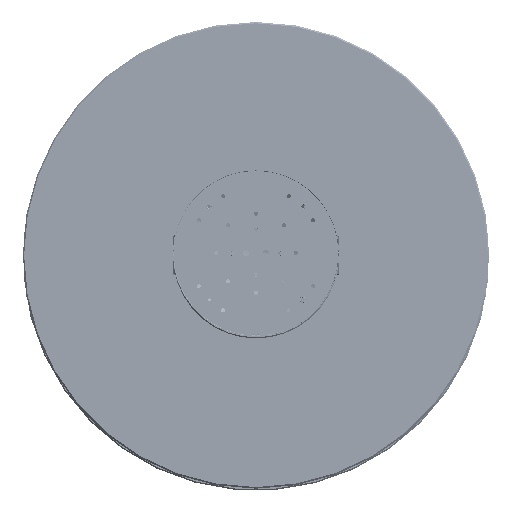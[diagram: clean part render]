
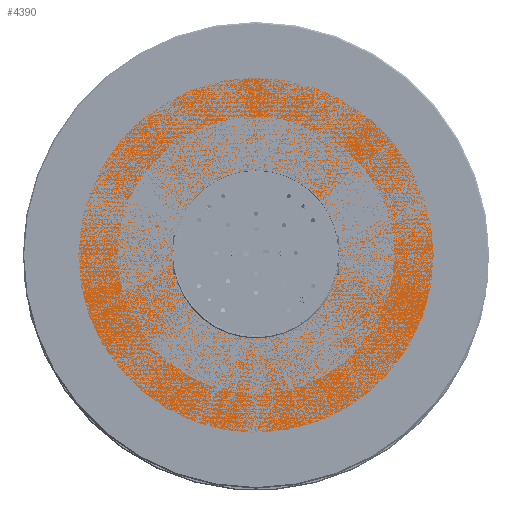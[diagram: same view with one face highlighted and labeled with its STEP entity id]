
A CAD part, top view. The second image highlights one B-rep face of the part: STEP entity #4390.
In plain terms, the highlighted planar face has unit normal (0, 0, 1).
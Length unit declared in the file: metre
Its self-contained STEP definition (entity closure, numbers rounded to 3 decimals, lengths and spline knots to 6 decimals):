
#4390 = ADVANCED_FACE( '', ( #6098, #6099, #6100, #6101, #6102, #6103 ), #6104, .F. );
#6098 = FACE_BOUND( '', #10132, .T. );
#6099 = FACE_BOUND( '', #10133, .T. );
#6100 = FACE_OUTER_BOUND( '', #10134, .T. );
#6101 = FACE_BOUND( '', #10135, .T. );
#6102 = FACE_BOUND( '', #10136, .T. );
#6103 = FACE_BOUND( '', #10137, .T. );
#6104 = PLANE( '', #10138 );
#10132 = EDGE_LOOP( '', ( #14424 ) );
#10133 = EDGE_LOOP( '', ( #14425 ) );
#10134 = EDGE_LOOP( '', ( #14426 ) );
#10135 = EDGE_LOOP( '', ( #14427 ) );
#10136 = EDGE_LOOP( '', ( #14428 ) );
#10137 = EDGE_LOOP( '', ( #14429 ) );
#10138 = AXIS2_PLACEMENT_3D( '', #14430, #14431, #14432 );
#14424 = ORIENTED_EDGE( '', *, *, #26952, .T. );
#14425 = ORIENTED_EDGE( '', *, *, #26953, .T. );
#14426 = ORIENTED_EDGE( '', *, *, #26954, .T. );
#14427 = ORIENTED_EDGE( '', *, *, #26955, .T. );
#14428 = ORIENTED_EDGE( '', *, *, #26956, .T. );
#14429 = ORIENTED_EDGE( '', *, *, #26957, .T. );
#14430 = CARTESIAN_POINT( '', ( 0., 0., 0.008 ) );
#14431 = DIRECTION( '', ( 0., 0., -1. ) );
#14432 = DIRECTION( '', ( -1., 0., 0. ) );
#26952 = EDGE_CURVE( '', #30906, #30906, #30907, .T. );
#26953 = EDGE_CURVE( '', #30908, #30908, #30909, .T. );
#26954 = EDGE_CURVE( '', #30910, #30910, #30911, .F. );
#26955 = EDGE_CURVE( '', #30912, #30912, #30913, .T. );
#26956 = EDGE_CURVE( '', #30914, #30914, #30915, .T. );
#26957 = EDGE_CURVE( '', #30916, #30916, #30917, .T. );
#30906 = VERTEX_POINT( '', #37681 );
#30907 = CIRCLE( '', #37682, 0.0115 );
#30908 = VERTEX_POINT( '', #37683 );
#30909 = CIRCLE( '', #37684, 0.0115 );
#30910 = VERTEX_POINT( '', #37685 );
#30911 = CIRCLE( '', #37686, 0.539 );
#30912 = VERTEX_POINT( '', #37687 );
#30913 = CIRCLE( '', #37688, 0.1525 );
#30914 = VERTEX_POINT( '', #37689 );
#30915 = CIRCLE( '', #37690, 0.0115 );
#30916 = VERTEX_POINT( '', #37691 );
#30917 = CIRCLE( '', #37692, 0.0115 );
#37681 = CARTESIAN_POINT( '', ( 0.195, -0.0115, 0.008 ) );
#37682 = AXIS2_PLACEMENT_3D( '', #48475, #48476, #48477 );
#37683 = CARTESIAN_POINT( '', ( -0.195, 0.0115, 0.008 ) );
#37684 = AXIS2_PLACEMENT_3D( '', #48478, #48479, #48480 );
#37685 = CARTESIAN_POINT( '', ( -0.539, 0., 0.008 ) );
#37686 = AXIS2_PLACEMENT_3D( '', #48481, #48482, #48483 );
#37687 = CARTESIAN_POINT( '', ( 0., 0.1525, 0.008 ) );
#37688 = AXIS2_PLACEMENT_3D( '', #48484, #48485, #48486 );
#37689 = CARTESIAN_POINT( '', ( 0.0115, 0.195, 0.008 ) );
#37690 = AXIS2_PLACEMENT_3D( '', #48487, #48488, #48489 );
#37691 = CARTESIAN_POINT( '', ( -0.0115, -0.195, 0.008 ) );
#37692 = AXIS2_PLACEMENT_3D( '', #48490, #48491, #48492 );
#48475 = CARTESIAN_POINT( '', ( 0.195, 0., 0.008 ) );
#48476 = DIRECTION( '', ( 0., 0., -1. ) );
#48477 = DIRECTION( '', ( 0., -1., 0. ) );
#48478 = CARTESIAN_POINT( '', ( -0.195, 0., 0.008 ) );
#48479 = DIRECTION( '', ( 0., 0., -1. ) );
#48480 = DIRECTION( '', ( 0., 1., 0. ) );
#48481 = CARTESIAN_POINT( '', ( 0., 0., 0.008 ) );
#48482 = DIRECTION( '', ( 0., 0., -1. ) );
#48483 = DIRECTION( '', ( -1., 0., 0. ) );
#48484 = CARTESIAN_POINT( '', ( 0., 0., 0.008 ) );
#48485 = DIRECTION( '', ( 0., 0., -1. ) );
#48486 = DIRECTION( '', ( 0., 1., 0. ) );
#48487 = CARTESIAN_POINT( '', ( 0., 0.195, 0.008 ) );
#48488 = DIRECTION( '', ( 0., 0., -1. ) );
#48489 = DIRECTION( '', ( 1., 0., 0. ) );
#48490 = CARTESIAN_POINT( '', ( 0., -0.195, 0.008 ) );
#48491 = DIRECTION( '', ( 0., 0., -1. ) );
#48492 = DIRECTION( '', ( -1., 0., 0. ) );
